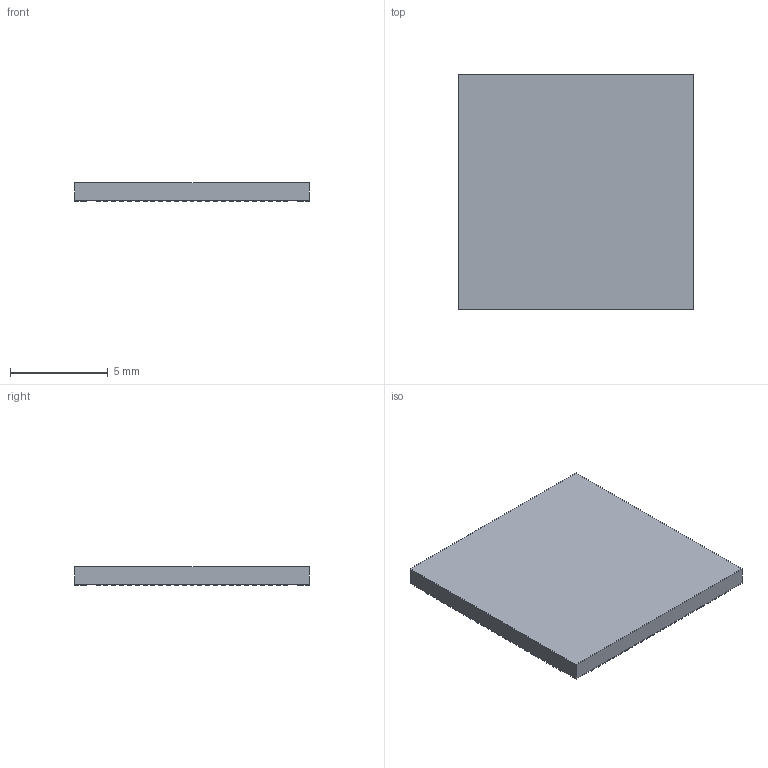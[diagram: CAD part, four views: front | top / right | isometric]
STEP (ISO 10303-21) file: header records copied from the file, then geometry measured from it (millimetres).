
FILE_DESCRIPTION(('FreeCAD Model'),'2;1');
FILE_NAME('Open CASCADE Shape Model','2022-07-16T17:58:55',(''),(''), 'Open CASCADE STEP processor 7.6','FreeCAD','Unknown');
FILE_SCHEMA(('AUTOMOTIVE_DESIGN { 1 0 10303 214 1 1 1 1 }'));
Length unit declared in the file: millimetre
Products named in the file (7): 100-VQFNG_12X12; Case; Pad_; LinkGroup P26_P50; P38; LinkGroup P1_P25; P13
Assembly tree (56 placements, depth 3):
  100-VQFNG_12X12
    Case
    Pad_
    LinkGroup P26_P50  x2
      P38
    LinkGroup P1_P25  x2
      P13
Bounding box: 12 x 12 x 0.95 mm (x, y, z)
Volume: 130.2 mm3; surface area: 362.2 mm2
Topology: 102 solids, 102 shells, 612 faces, 1224 edges, 816 vertices
Faces by surface type: plane 511, cylinder 101
Entity records: 1796 total; most frequent: DIRECTION 312, CARTESIAN_POINT 257, LINE 132, VECTOR 132, ORIENTED_EDGE 96, PCURVE 96, DEFINITIONAL_REPRESENTATION 96, AXIS2_PLACEMENT_3D 87
